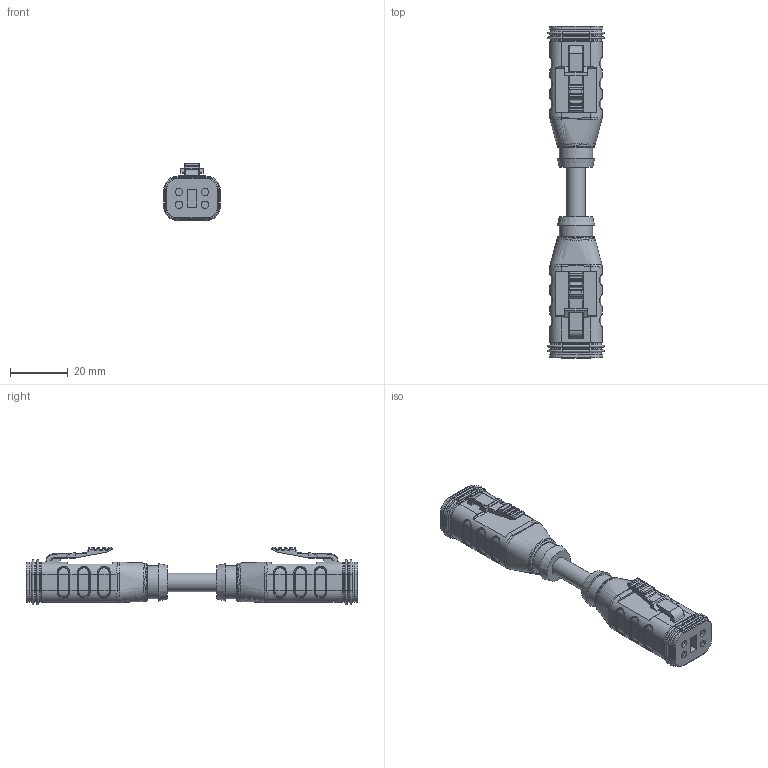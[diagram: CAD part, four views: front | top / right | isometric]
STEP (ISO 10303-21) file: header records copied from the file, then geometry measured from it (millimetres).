
FILE_DESCRIPTION(/* description */ (''),/* implementation_level */ '2;1');
FILE_NAME(/* name */ '2-V0011212__5039599__MA-DT06-4S-1-MA-DT06-4S-S370_assy_26-06-2023_stp_stp.stp',/* time_stamp */ '2023-06-26T13:36:47+02:00',/* author */ ('ESCHA GmbH & Co. KG'),/* organization */ ('ESCHA GmbH & Co. KG'),/* preprocessor_version */ 'ST-DEVELOPER v16',/* originating_system */ 'SIEMENS PLM Software NX 10.0',/* authorisation */ '');
FILE_SCHEMA (('AUTOMOTIVE_DESIGN { 1 0 10303 214 3 1 1 1 }'));
Length unit declared in the file: millimetre
Products named in the file (1): t.he542CE097uygd
Bounding box: 19.66 x 115 x 19.87 mm (x, y, z)
Volume: 20525.4 mm3; surface area: 8111.5 mm2
Topology: 1 solids, 1 shells, 941 faces, 2326 edges, 1391 vertices
Faces by surface type: cylinder 347, plane 208, torus 202, bspline 172, sphere 8, cone 4
Full cylindrical faces by diameter (mm): 2.56 x8, 6.4 x1, 11.5 x2
Entity records: 33372 total; most frequent: CARTESIAN_POINT 12160, DIRECTION 4476, ORIENTED_EDGE 4452, EDGE_CURVE 2226, AXIS2_PLACEMENT_3D 1848, VERTEX_POINT 1366, EDGE_LOOP 1064, CIRCLE 1058
